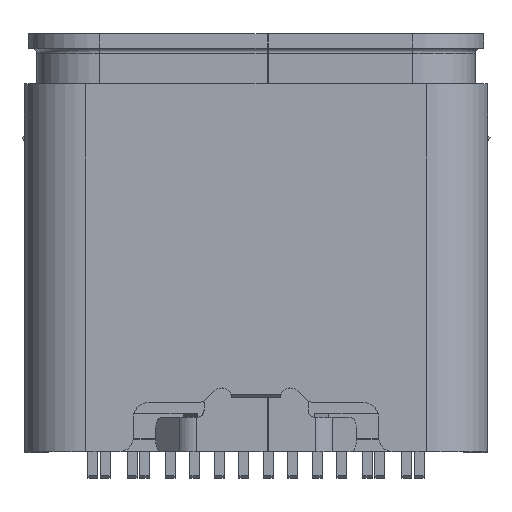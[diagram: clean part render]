
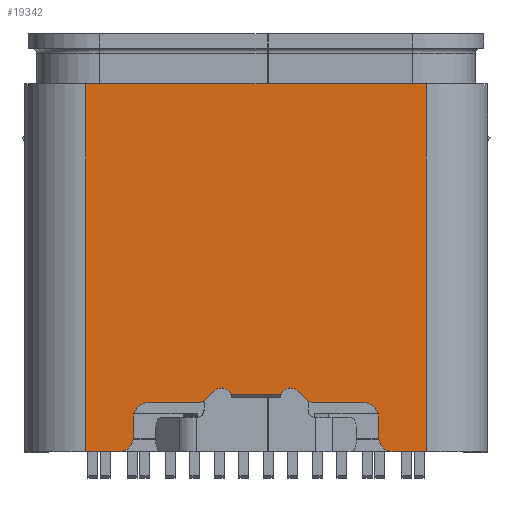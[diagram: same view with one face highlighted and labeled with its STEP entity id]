
A CAD part, top view. The second image highlights one B-rep face of the part: STEP entity #19342.
In plain terms, the highlighted planar face has unit normal (0, 0, 1).
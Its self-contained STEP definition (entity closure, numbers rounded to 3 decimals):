
#204=DIRECTION('',(-1.,0.,0.));
#205=VECTOR('',#204,0.67);
#206=CARTESIAN_POINT('',(8.47,2.925,-0.395));
#207=LINE('',#206,#205);
#861=DIRECTION('',(0.,1.,0.));
#862=VECTOR('',#861,7.5);
#863=CARTESIAN_POINT('',(8.47,2.925,-0.395));
#864=LINE('',#863,#862);
#869=CARTESIAN_POINT('',(4.3,4.025,-0.395));
#870=DIRECTION('',(0.,0.,-1.));
#871=DIRECTION('',(-0.683,0.731,0.));
#872=AXIS2_PLACEMENT_3D('',#869,#870,#871);
#874=DIRECTION('',(0.731,0.683,0.));
#875=VECTOR('',#874,0.242);
#876=CARTESIAN_POINT('',(3.986,4.006,-0.395));
#877=LINE('',#876,#875);
#878=CARTESIAN_POINT('',(3.782,4.225,-0.395));
#879=DIRECTION('',(0.,0.,1.));
#880=DIRECTION('',(0.,-1.,0.));
#881=AXIS2_PLACEMENT_3D('',#878,#879,#880);
#883=CARTESIAN_POINT('',(2.8,3.625,-0.395));
#884=DIRECTION('',(0.,0.,-1.));
#885=DIRECTION('',(-1.,0.,0.));
#886=AXIS2_PLACEMENT_3D('',#883,#884,#885);
#888=CARTESIAN_POINT('',(2.2,3.225,-0.395));
#889=DIRECTION('',(0.,0.,1.));
#890=DIRECTION('',(0.,-1.,0.));
#891=AXIS2_PLACEMENT_3D('',#888,#889,#890);
#893=DIRECTION('',(-1.,0.,0.));
#894=VECTOR('',#893,6.94);
#895=CARTESIAN_POINT('',(8.47,10.425,-0.395));
#896=LINE('',#895,#894);
#897=CARTESIAN_POINT('',(7.8,3.225,-0.395));
#898=DIRECTION('',(0.,0.,1.));
#899=DIRECTION('',(-1.,0.,0.));
#900=AXIS2_PLACEMENT_3D('',#897,#898,#899);
#902=CARTESIAN_POINT('',(7.2,3.625,-0.395));
#903=DIRECTION('',(0.,0.,-1.));
#904=DIRECTION('',(0.,1.,0.));
#905=AXIS2_PLACEMENT_3D('',#902,#903,#904);
#907=CARTESIAN_POINT('',(6.218,4.225,-0.395));
#908=DIRECTION('',(0.,0.,1.));
#909=DIRECTION('',(-0.683,-0.731,0.));
#910=AXIS2_PLACEMENT_3D('',#907,#908,#909);
#912=DIRECTION('',(0.731,-0.683,0.));
#913=VECTOR('',#912,0.242);
#914=CARTESIAN_POINT('',(5.837,4.171,-0.395));
#915=LINE('',#914,#913);
#916=CARTESIAN_POINT('',(5.7,4.025,-0.395));
#917=DIRECTION('',(0.,0.,-1.));
#918=DIRECTION('',(-0.937,0.35,0.));
#919=AXIS2_PLACEMENT_3D('',#916,#917,#918);
#1044=DIRECTION('',(-1.,0.,0.));
#1045=VECTOR('',#1044,1.025);
#1046=CARTESIAN_POINT('',(5.513,4.095,
-0.395));
#1047=LINE('',#1046,#1045);
#1056=DIRECTION('',(-1.,0.,0.));
#1057=VECTOR('',#1056,0.982);
#1058=CARTESIAN_POINT('',(7.2,3.925,
-0.395));
#1059=LINE('',#1058,#1057);
#1072=DIRECTION('',(0.,1.,0.));
#1073=VECTOR('',#1072,0.4);
#1074=CARTESIAN_POINT('',(7.5,3.225,
-0.395));
#1075=LINE('',#1074,#1073);
#2171=DIRECTION('',(-1.,0.,0.));
#2172=VECTOR('',#2171,0.67);
#2173=CARTESIAN_POINT('',(2.2,2.925,
-0.395));
#2174=LINE('',#2173,#2172);
#12289=DIRECTION('',(0.,-1.,0.));
#12290=VECTOR('',#12289,7.5);
#12291=CARTESIAN_POINT('',(1.53,10.425,
-0.395));
#12292=LINE('',#12291,#12290);
#13297=DIRECTION('',(0.,-1.,0.));
#13298=VECTOR('',#13297,0.4);
#13299=CARTESIAN_POINT('',(2.5,3.625,
-0.395));
#13300=LINE('',#13299,#13298);
#13317=DIRECTION('',(-1.,0.,0.));
#13318=VECTOR('',#13317,0.982);
#13319=CARTESIAN_POINT('',(3.782,3.925,
-0.395));
#13320=LINE('',#13319,#13318);
#15855=CARTESIAN_POINT('',(1.53,10.425,
-0.395));
#15856=VERTEX_POINT('',#15855);
#15859=CARTESIAN_POINT('',(8.47,10.425,
-0.395));
#15860=VERTEX_POINT('',#15859);
#16061=CARTESIAN_POINT('',(8.47,2.925,
-0.395));
#16062=VERTEX_POINT('',#16061);
#16381=CARTESIAN_POINT('',(1.53,2.925,
-0.395));
#16382=VERTEX_POINT('',#16381);
#16383=CARTESIAN_POINT('',(4.163,4.171,
-0.395));
#16384=CARTESIAN_POINT('',(4.487,4.095,
-0.395));
#16385=VERTEX_POINT('',#16383);
#16386=VERTEX_POINT('',#16384);
#16387=CARTESIAN_POINT('',(3.986,4.006,
-0.395));
#16388=VERTEX_POINT('',#16387);
#16389=CARTESIAN_POINT('',(3.782,3.925,
-0.395));
#16390=VERTEX_POINT('',#16389);
#16391=CARTESIAN_POINT('',(2.8,3.925,
-0.395));
#16392=VERTEX_POINT('',#16391);
#16393=CARTESIAN_POINT('',(2.5,3.625,
-0.395));
#16394=VERTEX_POINT('',#16393);
#16395=CARTESIAN_POINT('',(2.5,3.225,
-0.395));
#16396=VERTEX_POINT('',#16395);
#16397=CARTESIAN_POINT('',(2.2,2.925,
-0.395));
#16398=VERTEX_POINT('',#16397);
#16399=CARTESIAN_POINT('',(7.8,2.925,
-0.395));
#16400=VERTEX_POINT('',#16399);
#16401=CARTESIAN_POINT('',(7.5,3.225,
-0.395));
#16402=VERTEX_POINT('',#16401);
#16403=CARTESIAN_POINT('',(7.5,3.625,
-0.395));
#16404=VERTEX_POINT('',#16403);
#16405=CARTESIAN_POINT('',(7.2,3.925,
-0.395));
#16406=VERTEX_POINT('',#16405);
#16407=CARTESIAN_POINT('',(6.218,3.925,
-0.395));
#16408=VERTEX_POINT('',#16407);
#16409=CARTESIAN_POINT('',(6.014,4.006,
-0.395));
#16410=VERTEX_POINT('',#16409);
#16411=CARTESIAN_POINT('',(5.837,4.171,
-0.395));
#16412=VERTEX_POINT('',#16411);
#16413=CARTESIAN_POINT('',(5.513,4.095,
-0.395));
#16414=VERTEX_POINT('',#16413);
#19297=CARTESIAN_POINT('',(5.,6.675,
-0.395));
#19298=DIRECTION('',(0.,0.,1.));
#19299=DIRECTION('',(-1.,0.,0.));
#19300=AXIS2_PLACEMENT_3D('',#19297,#19298,#19299);
#19301=PLANE('',#19300);
#19303=ORIENTED_EDGE('',*,*,#19302,.F.);
#19305=ORIENTED_EDGE('',*,*,#19304,.F.);
#19307=ORIENTED_EDGE('',*,*,#19306,.F.);
#19309=ORIENTED_EDGE('',*,*,#19308,.T.);
#19311=ORIENTED_EDGE('',*,*,#19310,.F.);
#19313=ORIENTED_EDGE('',*,*,#19312,.T.);
#19315=ORIENTED_EDGE('',*,*,#19314,.F.);
#19317=ORIENTED_EDGE('',*,*,#19316,.T.);
#19319=ORIENTED_EDGE('',*,*,#19318,.F.);
#19321=ORIENTED_EDGE('',*,*,#19320,.F.);
#19322=ORIENTED_EDGE('',*,*,#19281,.F.);
#19323=ORIENTED_EDGE('',*,*,#18033,.T.);
#19325=ORIENTED_EDGE('',*,*,#19324,.F.);
#19327=ORIENTED_EDGE('',*,*,#19326,.T.);
#19329=ORIENTED_EDGE('',*,*,#19328,.F.);
#19331=ORIENTED_EDGE('',*,*,#19330,.T.);
#19333=ORIENTED_EDGE('',*,*,#19332,.F.);
#19335=ORIENTED_EDGE('',*,*,#19334,.F.);
#19337=ORIENTED_EDGE('',*,*,#19336,.F.);
#19339=ORIENTED_EDGE('',*,*,#19338,.T.);
#19340=EDGE_LOOP('',(#19303,#19305,#19307,#19309,#19311,#19313,#19315,#19317,
#19319,#19321,#19322,#19323,#19325,#19327,#19329,#19331,#19333,#19335,#19337,
#19339));
#19341=FACE_OUTER_BOUND('',#19340,.F.);
#19342=ADVANCED_FACE('',(#19341),#19301,.T.);
#873=CIRCLE('',#872,0.2);
#882=CIRCLE('',#881,0.3);
#887=CIRCLE('',#886,0.3);
#892=CIRCLE('',#891,0.3);
#901=CIRCLE('',#900,0.3);
#906=CIRCLE('',#905,0.3);
#911=CIRCLE('',#910,0.3);
#920=CIRCLE('',#919,0.2);
#18033=EDGE_CURVE('',#16062,#16400,#207,.T.);
#19281=EDGE_CURVE('',#16062,#15860,#864,.T.);
#19302=EDGE_CURVE('',#16385,#16386,#873,.T.);
#19304=EDGE_CURVE('',#16388,#16385,#877,.T.);
#19306=EDGE_CURVE('',#16390,#16388,#882,.T.);
#19308=EDGE_CURVE('',#16390,#16392,#13320,.T.);
#19310=EDGE_CURVE('',#16394,#16392,#887,.T.);
#19312=EDGE_CURVE('',#16394,#16396,#13300,.T.);
#19314=EDGE_CURVE('',#16398,#16396,#892,.T.);
#19316=EDGE_CURVE('',#16398,#16382,#2174,.T.);
#19318=EDGE_CURVE('',#15856,#16382,#12292,.T.);
#19320=EDGE_CURVE('',#15860,#15856,#896,.T.);
#19324=EDGE_CURVE('',#16402,#16400,#901,.T.);
#19326=EDGE_CURVE('',#16402,#16404,#1075,.T.);
#19328=EDGE_CURVE('',#16406,#16404,#906,.T.);
#19330=EDGE_CURVE('',#16406,#16408,#1059,.T.);
#19332=EDGE_CURVE('',#16410,#16408,#911,.T.);
#19334=EDGE_CURVE('',#16412,#16410,#915,.T.);
#19336=EDGE_CURVE('',#16414,#16412,#920,.T.);
#19338=EDGE_CURVE('',#16414,#16386,#1047,.T.);
